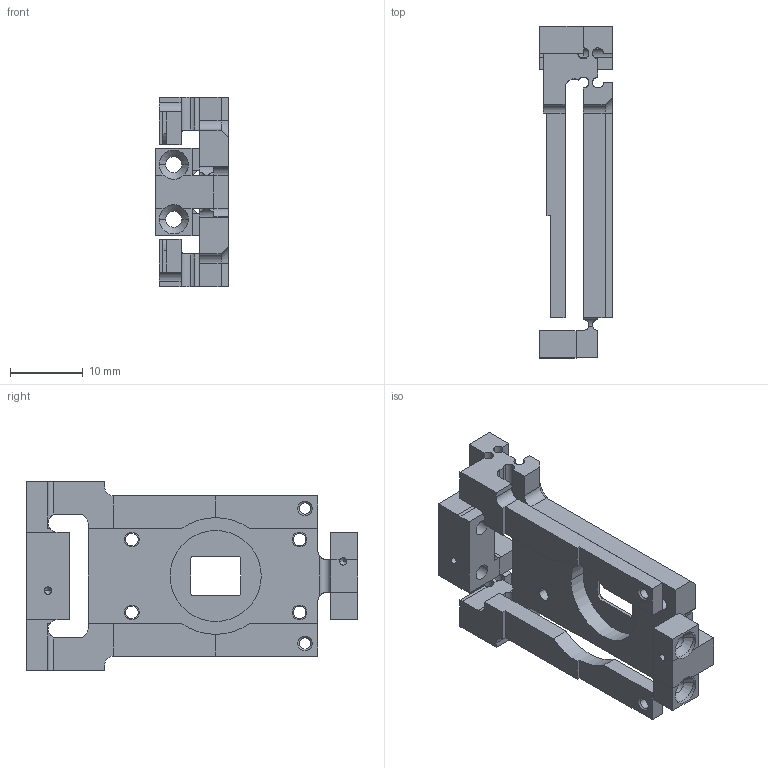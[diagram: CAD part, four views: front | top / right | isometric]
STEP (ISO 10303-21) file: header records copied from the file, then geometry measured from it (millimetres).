
FILE_DESCRIPTION(/* description */ ('VariCAD 2009-1.04 AP-203'),/* implementation_level */ '2;1');
FILE_NAME(/* name */ '0353-19-19',/* time_stamp */ '2009-11-10T15:21:08-07:00',/* author */ (''),/* organization */ (''),/* preprocessor_version */ 'ST-DEVELOPER v12',/* originating_system */ 'VariCAD 2009-1.04; kernel version (20080921)',/* authorisation */ '');
FILE_SCHEMA (('CONFIG_CONTROL_DESIGN'));
Length unit declared in the file: millimetre
Products named in the file (1): Part
Bounding box: 10 x 45.5 x 26 mm (x, y, z)
Volume: 3455.9 mm3; surface area: 4295.2 mm2
Topology: 7 solids, 7 shells, 273 faces, 700 edges, 434 vertices
Faces by surface type: cylinder 120, plane 119, cone 34
Entity records: 8575 total; most frequent: CARTESIAN_POINT 1694, DIRECTION 1474, ORIENTED_EDGE 1400, EDGE_CURVE 700, AXIS2_PLACEMENT_3D 521, VERTEX_POINT 434, LINE 432, VECTOR 432
